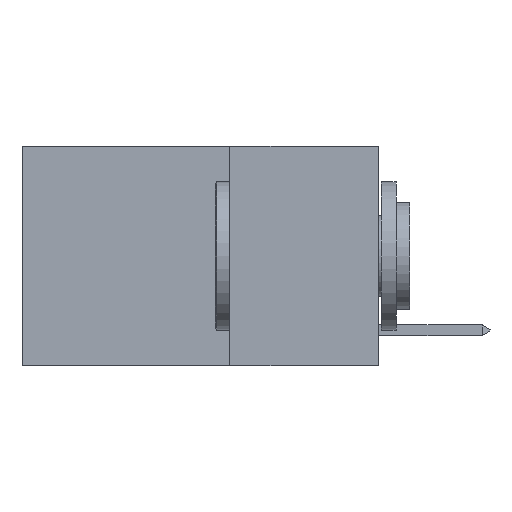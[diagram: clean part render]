
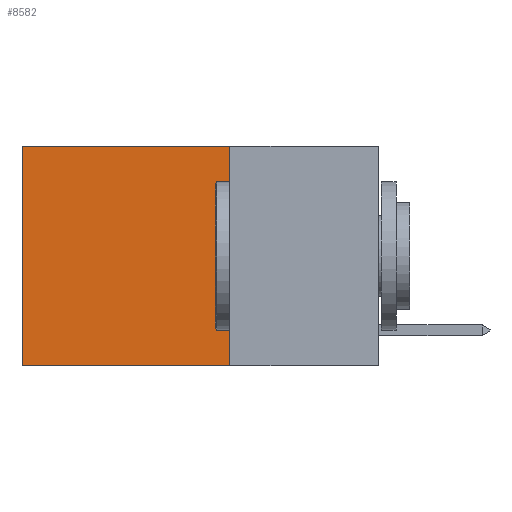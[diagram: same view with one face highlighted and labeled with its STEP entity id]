
A CAD part, left-side view. The second image highlights one B-rep face of the part: STEP entity #8582.
In plain terms, the highlighted planar face has unit normal (-1, 0, 0).
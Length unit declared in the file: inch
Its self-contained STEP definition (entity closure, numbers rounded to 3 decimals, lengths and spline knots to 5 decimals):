
#212 = VERTEX_POINT ( 'NONE', #7946 ) ;
#760 = ORIENTED_EDGE ( 'NONE', *, *, #3012, .F. ) ;
#901 = ORIENTED_EDGE ( 'NONE', *, *, #2252, .T. ) ;
#928 = CARTESIAN_POINT ( 'NONE',  ( 0.2625, 0.6, 0. ) ) ;
#991 = ORIENTED_EDGE ( 'NONE', *, *, #3409, .F. ) ;
#1276 = VECTOR ( 'NONE', #3099, 39.37008 ) ;
#2046 = FACE_OUTER_BOUND ( 'NONE', #10855, .T. ) ;
#2252 = EDGE_CURVE ( 'NONE', #212, #9173, #13224, .T. ) ;
#2337 = AXIS2_PLACEMENT_3D ( 'NONE', #4008, #11102, #5018 ) ;
#2419 = CARTESIAN_POINT ( 'NONE',  ( 0.2625, 0.25, 0. ) ) ;
#2506 = DIRECTION ( 'NONE',  ( 0., 1., 0. ) ) ;
#2883 = CARTESIAN_POINT ( 'NONE',  ( 0.2625, 0.6, 0. ) ) ;
#2924 = CARTESIAN_POINT ( 'NONE',  ( 0.2625, 0.25, 0. ) ) ;
#2938 = DIRECTION ( 'NONE',  ( 0., 0., -1. ) ) ;
#3012 = EDGE_CURVE ( 'NONE', #8929, #7915, #7811, .T. ) ;
#3099 = DIRECTION ( 'NONE',  ( 0., 0., -1. ) ) ;
#3409 = EDGE_CURVE ( 'NONE', #212, #8929, #6592, .T. ) ;
#4008 = CARTESIAN_POINT ( 'NONE',  ( 0.2625, 0.25, 0. ) ) ;
#5018 = DIRECTION ( 'NONE',  ( 0., 0., -1. ) ) ;
#6016 = PLANE ( 'NONE',  #2337 ) ;
#6033 = CARTESIAN_POINT ( 'NONE',  ( 0.2625, 0.6, -0.37 ) ) ;
#6592 = LINE ( 'NONE', #2924, #11951 ) ;
#6790 = EDGE_CURVE ( 'NONE', #9173, #7915, #9886, .T. ) ;
#7811 = LINE ( 'NONE', #11185, #12098 ) ;
#7915 = VERTEX_POINT ( 'NONE', #6033 ) ;
#7946 = CARTESIAN_POINT ( 'NONE',  ( 0.2625, 0.25, 0. ) ) ;
#7979 = VECTOR ( 'NONE', #2506, 39.37008 ) ;
#8582 = ADVANCED_FACE ( 'NONE', ( #2046 ), #6016, .F. ) ;
#8676 = CARTESIAN_POINT ( 'NONE',  ( 0.2625, 0.25, -0.37 ) ) ;
#8929 = VERTEX_POINT ( 'NONE', #8676 ) ;
#9173 = VERTEX_POINT ( 'NONE', #2883 ) ;
#9886 = LINE ( 'NONE', #928, #1276 ) ;
#10855 = EDGE_LOOP ( 'NONE', ( #11343, #760, #991, #901 ) ) ;
#11102 = DIRECTION ( 'NONE',  ( 1., 0., 0. ) ) ;
#11139 = DIRECTION ( 'NONE',  ( 0., 1., 0. ) ) ;
#11185 = CARTESIAN_POINT ( 'NONE',  ( 0.2625, 0.25, -0.37 ) ) ;
#11343 = ORIENTED_EDGE ( 'NONE', *, *, #6790, .T. ) ;
#11951 = VECTOR ( 'NONE', #2938, 39.37008 ) ;
#12098 = VECTOR ( 'NONE', #11139, 39.37008 ) ;
#13224 = LINE ( 'NONE', #2419, #7979 ) ;
